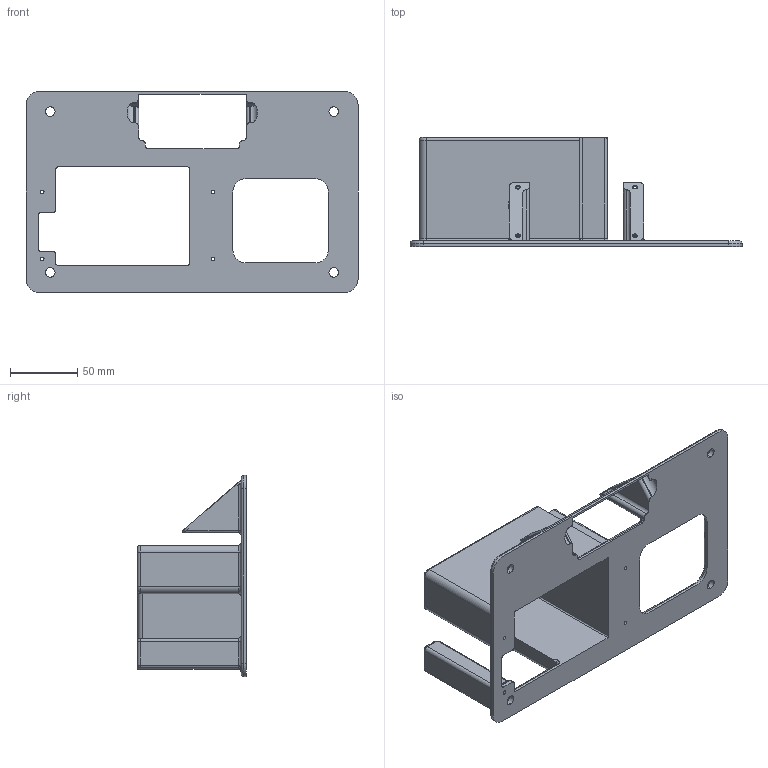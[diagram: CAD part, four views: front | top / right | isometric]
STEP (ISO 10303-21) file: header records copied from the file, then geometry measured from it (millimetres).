
FILE_DESCRIPTION (( 'STEP AP214' ), '1' );
FILE_NAME ('MeshtasticCarrierBoard-HighPower-G1G2_V2.STEP', '2024-11-09T21:02:40', ( '' ), ( '' ), 'SwSTEP 2.0', 'SolidWorks 2024', '' );
FILE_SCHEMA (( 'AUTOMOTIVE_DESIGN' ));
Length unit declared in the file: millimetre
Products named in the file (1): MeshtasticCarrierBoard-HighPower-G1G2_V2
Bounding box: 246.06 x 80.75 x 149.22 mm (x, y, z)
Volume: 353254.2 mm3; surface area: 109256.2 mm2
Topology: 1 solids, 1 shells, 546 faces, 1435 edges, 905 vertices
Faces by surface type: plane 203, cylinder 148, bspline 145, torus 39, sphere 11
Entity records: 23605 total; most frequent: CARTESIAN_POINT 11054, ORIENTED_EDGE 2846, DIRECTION 2201, EDGE_CURVE 1423, VERTEX_POINT 905, VECTOR 781, LINE 781, AXIS2_PLACEMENT_3D 710
